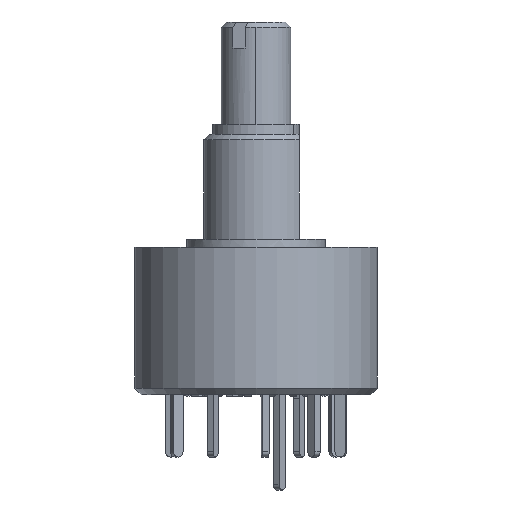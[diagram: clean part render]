
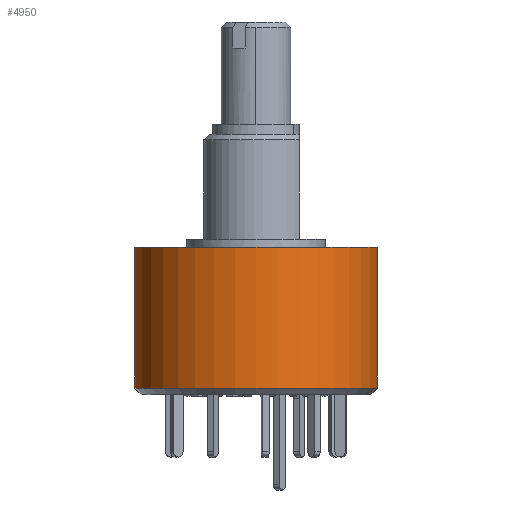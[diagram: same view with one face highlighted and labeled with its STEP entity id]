
A CAD part, left-side view. The second image highlights one B-rep face of the part: STEP entity #4950.
In plain terms, the highlighted cylindrical face has radius 7 mm (diameter 14 mm), a partial arc.
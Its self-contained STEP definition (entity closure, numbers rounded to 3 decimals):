
#647 = CIRCLE ( 'NONE', #3538, 7. ) ;
#707 = LINE ( 'NONE', #2529, #1079 ) ;
#907 = CARTESIAN_POINT ( 'NONE',  ( 0., 7., -0.45 ) ) ;
#951 = CIRCLE ( 'NONE', #13616, 7. ) ;
#1079 = VECTOR ( 'NONE', #3780, 1000. ) ;
#1338 = CARTESIAN_POINT ( 'NONE',  ( 0., -7., -0.45 ) ) ;
#1470 = CYLINDRICAL_SURFACE ( 'NONE', #4031, 7. ) ;
#2529 = CARTESIAN_POINT ( 'NONE',  ( 0., 7., -0.45 ) ) ;
#3538 = AXIS2_PLACEMENT_3D ( 'NONE', #6915, #11805, #14299 ) ;
#3780 = DIRECTION ( 'NONE',  ( 0., 0., -1. ) ) ;
#4031 = AXIS2_PLACEMENT_3D ( 'NONE', #14072, #15334, #11084 ) ;
#4298 = EDGE_CURVE ( 'NONE', #8060, #7154, #707, .T. ) ;
#4950 = ADVANCED_FACE ( 'NONE', ( #14082 ), #1470, .T. ) ;
#5035 = DIRECTION ( 'NONE',  ( 0., 0., -1. ) ) ;
#6219 = ORIENTED_EDGE ( 'NONE', *, *, #15715, .F. ) ;
#6383 = CARTESIAN_POINT ( 'NONE',  ( 0., 0., -8.574 ) ) ;
#6528 = ORIENTED_EDGE ( 'NONE', *, *, #14697, .F. ) ;
#6915 = CARTESIAN_POINT ( 'NONE',  ( 0., 0., -0.45 ) ) ;
#7154 = VERTEX_POINT ( 'NONE', #15088 ) ;
#7240 = VERTEX_POINT ( 'NONE', #14154 ) ;
#7577 = DIRECTION ( 'NONE',  ( 0., -1., 0. ) ) ;
#7650 = LINE ( 'NONE', #11519, #13864 ) ;
#8060 = VERTEX_POINT ( 'NONE', #907 ) ;
#8576 = ORIENTED_EDGE ( 'NONE', *, *, #4298, .T. ) ;
#9299 = VERTEX_POINT ( 'NONE', #1338 ) ;
#10785 = EDGE_CURVE ( 'NONE', #7154, #7240, #951, .T. ) ;
#11084 = DIRECTION ( 'NONE',  ( 0., 1., 0. ) ) ;
#11519 = CARTESIAN_POINT ( 'NONE',  ( 0., -7., -0.45 ) ) ;
#11805 = DIRECTION ( 'NONE',  ( 0., 0., 1. ) ) ;
#12680 = DIRECTION ( 'NONE',  ( 0., 0., 1. ) ) ;
#13122 = ORIENTED_EDGE ( 'NONE', *, *, #10785, .T. ) ;
#13616 = AXIS2_PLACEMENT_3D ( 'NONE', #6383, #12680, #7577 ) ;
#13864 = VECTOR ( 'NONE', #5035, 1000. ) ;
#14072 = CARTESIAN_POINT ( 'NONE',  ( 0., 0., -0.45 ) ) ;
#14082 = FACE_OUTER_BOUND ( 'NONE', #14947, .T. ) ;
#14154 = CARTESIAN_POINT ( 'NONE',  ( 0., -7., -8.574 ) ) ;
#14299 = DIRECTION ( 'NONE',  ( 0., -1., 0. ) ) ;
#14697 = EDGE_CURVE ( 'NONE', #9299, #7240, #7650, .T. ) ;
#14947 = EDGE_LOOP ( 'NONE', ( #6528, #6219, #8576, #13122 ) ) ;
#15088 = CARTESIAN_POINT ( 'NONE',  ( 0., 7., -8.574 ) ) ;
#15334 = DIRECTION ( 'NONE',  ( 0., 0., -1. ) ) ;
#15715 = EDGE_CURVE ( 'NONE', #8060, #9299, #647, .T. ) ;
